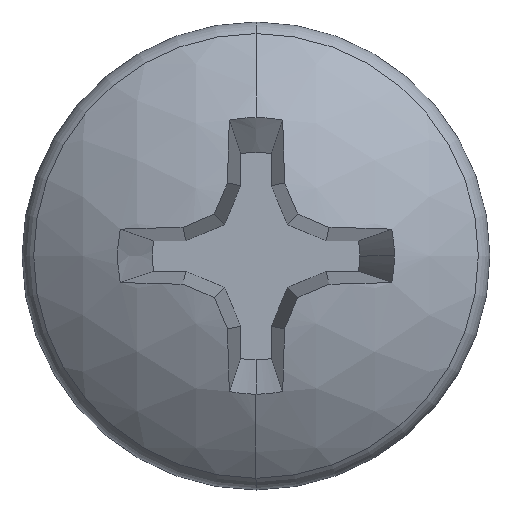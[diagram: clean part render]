
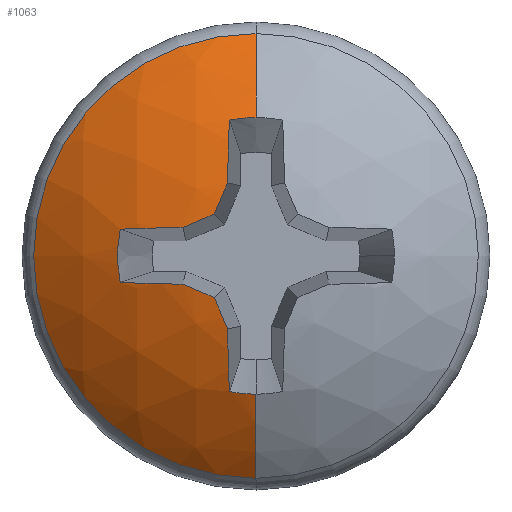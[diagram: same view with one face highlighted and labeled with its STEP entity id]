
A CAD part, top view. The second image highlights one B-rep face of the part: STEP entity #1063.
In plain terms, the highlighted spherical face has radius 5.8 mm.
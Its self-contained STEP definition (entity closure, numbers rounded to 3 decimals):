
#57 = CIRCLE ( 'NONE', #1914, 2.365 ) ;
#71 = AXIS2_PLACEMENT_3D ( 'NONE', #2999, #1015, #1381 ) ;
#96 = ORIENTED_EDGE ( 'NONE', *, *, #2591, .F. ) ;
#128 = EDGE_CURVE ( 'NONE', #2944, #2929, #1081, .T. ) ;
#129 = CARTESIAN_POINT ( 'NONE',  ( -0.397, -0.164, 3.362 ) ) ;
#142 = DIRECTION ( 'NONE',  ( 0.996, 0., 0.087 ) ) ;
#174 = CIRCLE ( 'NONE', #1498, 3.802 ) ;
#305 = FACE_OUTER_BOUND ( 'NONE', #2960, .T. ) ;
#310 = CARTESIAN_POINT ( 'NONE',  ( 0., -3.802, 7.78 ) ) ;
#312 = CARTESIAN_POINT ( 'NONE',  ( -0.164, -0.397, 3.362 ) ) ;
#318 = CARTESIAN_POINT ( 'NONE',  ( -0.456, 2.321, 8.696 ) ) ;
#325 = ORIENTED_EDGE ( 'NONE', *, *, #2548, .F. ) ;
#385 = CIRCLE ( 'NONE', #496, 5.8 ) ;
#388 = CARTESIAN_POINT ( 'NONE',  ( -1.247, -0.486, 9.043 ) ) ;
#474 = VERTEX_POINT ( 'NONE', #310 ) ;
#496 = AXIS2_PLACEMENT_3D ( 'NONE', #2116, #1595, #2173 ) ;
#508 = ORIENTED_EDGE ( 'NONE', *, *, #128, .F. ) ;
#530 = DIRECTION ( 'NONE',  ( 0., 0., 1. ) ) ;
#541 = VERTEX_POINT ( 'NONE', #956 ) ;
#547 = ORIENTED_EDGE ( 'NONE', *, *, #1625, .F. ) ;
#586 = CARTESIAN_POINT ( 'NONE',  ( -0.164, 0.397, 3.362 ) ) ;
#602 = CARTESIAN_POINT ( 'NONE',  ( 0., -2.365, 8.696 ) ) ;
#622 = DIRECTION ( 'NONE',  ( -0.383, 0.924, 0. ) ) ;
#669 = AXIS2_PLACEMENT_3D ( 'NONE', #586, #3108, #2563 ) ;
#814 = AXIS2_PLACEMENT_3D ( 'NONE', #2374, #142, #2119 ) ;
#846 = CIRCLE ( 'NONE', #71, 2.365 ) ;
#862 = AXIS2_PLACEMENT_3D ( 'NONE', #2244, #2824, #2000 ) ;
#893 = VERTEX_POINT ( 'NONE', #2618 ) ;
#956 = CARTESIAN_POINT ( 'NONE',  ( -0.714, 0.714, 9.111 ) ) ;
#979 = CARTESIAN_POINT ( 'NONE',  ( -0.486, -1.247, 9.043 ) ) ;
#1015 = DIRECTION ( 'NONE',  ( 0., 0., 1. ) ) ;
#1063 = ADVANCED_FACE ( 'NONE', ( #305 ), #3475, .T. ) ;
#1081 = CIRCLE ( 'NONE', #1251, 5.8 ) ;
#1085 = CIRCLE ( 'NONE', #3381, 2.365 ) ;
#1128 = AXIS2_PLACEMENT_3D ( 'NONE', #1587, #3576, #1618 ) ;
#1151 = CIRCLE ( 'NONE', #2737, 5.784 ) ;
#1154 = EDGE_CURVE ( 'NONE', #2751, #3205, #1763, .T. ) ;
#1238 = EDGE_CURVE ( 'NONE', #2978, #2303, #1151, .T. ) ;
#1247 = CARTESIAN_POINT ( 'NONE',  ( -0.397, 0.164, 3.362 ) ) ;
#1251 = AXIS2_PLACEMENT_3D ( 'NONE', #2733, #2671, #2477 ) ;
#1263 = CARTESIAN_POINT ( 'NONE',  ( 0., 0., 8.696 ) ) ;
#1288 = EDGE_CURVE ( 'NONE', #2434, #474, #174, .T. ) ;
#1301 = CARTESIAN_POINT ( 'NONE',  ( -2.321, 0.456, 8.696 ) ) ;
#1381 = DIRECTION ( 'NONE',  ( 0., 1., 0. ) ) ;
#1447 = EDGE_CURVE ( 'NONE', #541, #2751, #1619, .T. ) ;
#1477 = ORIENTED_EDGE ( 'NONE', *, *, #2321, .F. ) ;
#1498 = AXIS2_PLACEMENT_3D ( 'NONE', #3439, #2941, #2314 ) ;
#1559 = VERTEX_POINT ( 'NONE', #2073 ) ;
#1567 = CIRCLE ( 'NONE', #1938, 5.8 ) ;
#1587 = CARTESIAN_POINT ( 'NONE',  ( 0., 0., 3.4 ) ) ;
#1595 = DIRECTION ( 'NONE',  ( 0.996, 0., 0.087 ) ) ;
#1618 = DIRECTION ( 'NONE',  ( 0., 1., 0. ) ) ;
#1619 = CIRCLE ( 'NONE', #669, 5.784 ) ;
#1625 = EDGE_CURVE ( 'NONE', #2303, #893, #3432, .T. ) ;
#1741 = DIRECTION ( 'NONE',  ( -0.924, 0.383, 0. ) ) ;
#1763 = CIRCLE ( 'NONE', #862, 5.8 ) ;
#1795 = ORIENTED_EDGE ( 'NONE', *, *, #2683, .T. ) ;
#1806 = DIRECTION ( 'NONE',  ( 0.92, -0.381, 0.087 ) ) ;
#1814 = DIRECTION ( 'NONE',  ( 0., -1., 0. ) ) ;
#1815 = AXIS2_PLACEMENT_3D ( 'NONE', #2340, #2949, #1814 ) ;
#1877 = VERTEX_POINT ( 'NONE', #2734 ) ;
#1888 = ORIENTED_EDGE ( 'NONE', *, *, #3510, .F. ) ;
#1890 = CIRCLE ( 'NONE', #1815, 5.8 ) ;
#1914 = AXIS2_PLACEMENT_3D ( 'NONE', #2791, #530, #2766 ) ;
#1938 = AXIS2_PLACEMENT_3D ( 'NONE', #2580, #2032, #2890 ) ;
#1970 = ORIENTED_EDGE ( 'NONE', *, *, #2547, .F. ) ;
#2000 = DIRECTION ( 'NONE',  ( 0., -0.087, -0.996 ) ) ;
#2032 = DIRECTION ( 'NONE',  ( 1., 0., 0. ) ) ;
#2037 = DIRECTION ( 'NONE',  ( 0.92, 0.381, 0.087 ) ) ;
#2073 = CARTESIAN_POINT ( 'NONE',  ( -0.486, 1.247, 9.043 ) ) ;
#2108 = CIRCLE ( 'NONE', #2124, 5.784 ) ;
#2116 = CARTESIAN_POINT ( 'NONE',  ( 0.007, 0., 3.401 ) ) ;
#2119 = DIRECTION ( 'NONE',  ( 0.087, 0., -0.996 ) ) ;
#2124 = AXIS2_PLACEMENT_3D ( 'NONE', #312, #3173, #1741 ) ;
#2173 = DIRECTION ( 'NONE',  ( 0.087, 0., -0.996 ) ) ;
#2244 = CARTESIAN_POINT ( 'NONE',  ( 0., -0.007, 3.401 ) ) ;
#2303 = VERTEX_POINT ( 'NONE', #979 ) ;
#2314 = DIRECTION ( 'NONE',  ( 0., -1., 0. ) ) ;
#2321 = EDGE_CURVE ( 'NONE', #3640, #1559, #385, .T. ) ;
#2328 = CARTESIAN_POINT ( 'NONE',  ( -0.714, -0.714, 9.111 ) ) ;
#2340 = CARTESIAN_POINT ( 'NONE',  ( 0., 0., 3.4 ) ) ;
#2355 = DIRECTION ( 'NONE',  ( 0.383, 0.924, 0. ) ) ;
#2374 = CARTESIAN_POINT ( 'NONE',  ( 0.007, 0., 3.401 ) ) ;
#2380 = DIRECTION ( 'NONE',  ( 0., 0., 1. ) ) ;
#2434 = VERTEX_POINT ( 'NONE', #3399 ) ;
#2477 = DIRECTION ( 'NONE',  ( 0., -0.087, 0.996 ) ) ;
#2531 = CARTESIAN_POINT ( 'NONE',  ( -1.247, 0.486, 9.043 ) ) ;
#2547 = EDGE_CURVE ( 'NONE', #2434, #1877, #1567, .T. ) ;
#2548 = EDGE_CURVE ( 'NONE', #2929, #2978, #2108, .T. ) ;
#2563 = DIRECTION ( 'NONE',  ( 0.924, 0.383, 0. ) ) ;
#2580 = CARTESIAN_POINT ( 'NONE',  ( 0., 0., 3.4 ) ) ;
#2591 = EDGE_CURVE ( 'NONE', #1559, #541, #3293, .T. ) ;
#2618 = CARTESIAN_POINT ( 'NONE',  ( -0.456, -2.321, 8.696 ) ) ;
#2629 = ORIENTED_EDGE ( 'NONE', *, *, #1288, .T. ) ;
#2671 = DIRECTION ( 'NONE',  ( 0., 0.996, 0.087 ) ) ;
#2683 = EDGE_CURVE ( 'NONE', #474, #3249, #1890, .T. ) ;
#2722 = ORIENTED_EDGE ( 'NONE', *, *, #1447, .F. ) ;
#2733 = CARTESIAN_POINT ( 'NONE',  ( 0., 0.007, 3.401 ) ) ;
#2734 = CARTESIAN_POINT ( 'NONE',  ( 0., 2.365, 8.696 ) ) ;
#2737 = AXIS2_PLACEMENT_3D ( 'NONE', #129, #2037, #622 ) ;
#2751 = VERTEX_POINT ( 'NONE', #2531 ) ;
#2766 = DIRECTION ( 'NONE',  ( -1., 0., 0. ) ) ;
#2791 = CARTESIAN_POINT ( 'NONE',  ( 0., 0., 8.696 ) ) ;
#2818 = ORIENTED_EDGE ( 'NONE', *, *, #1238, .F. ) ;
#2824 = DIRECTION ( 'NONE',  ( 0., -0.996, 0.087 ) ) ;
#2890 = DIRECTION ( 'NONE',  ( 0., 0., -1. ) ) ;
#2929 = VERTEX_POINT ( 'NONE', #388 ) ;
#2941 = DIRECTION ( 'NONE',  ( 0., 0., 1. ) ) ;
#2944 = VERTEX_POINT ( 'NONE', #3477 ) ;
#2949 = DIRECTION ( 'NONE',  ( -1., 0., 0. ) ) ;
#2960 = EDGE_LOOP ( 'NONE', ( #2629, #1795, #3451, #547, #2818, #325, #508, #1888, #3285, #2722, #96, #1477, #3423, #1970 ) ) ;
#2972 = EDGE_CURVE ( 'NONE', #1877, #3640, #1085, .T. ) ;
#2978 = VERTEX_POINT ( 'NONE', #2328 ) ;
#2999 = CARTESIAN_POINT ( 'NONE',  ( 0., 0., 8.696 ) ) ;
#3108 = DIRECTION ( 'NONE',  ( 0.381, -0.92, 0.087 ) ) ;
#3151 = EDGE_CURVE ( 'NONE', #893, #3249, #846, .T. ) ;
#3173 = DIRECTION ( 'NONE',  ( 0.381, 0.92, 0.087 ) ) ;
#3205 = VERTEX_POINT ( 'NONE', #1301 ) ;
#3208 = AXIS2_PLACEMENT_3D ( 'NONE', #1247, #1806, #2355 ) ;
#3243 = DIRECTION ( 'NONE',  ( -1., 0., 0. ) ) ;
#3249 = VERTEX_POINT ( 'NONE', #602 ) ;
#3285 = ORIENTED_EDGE ( 'NONE', *, *, #1154, .F. ) ;
#3293 = CIRCLE ( 'NONE', #3208, 5.784 ) ;
#3381 = AXIS2_PLACEMENT_3D ( 'NONE', #1263, #2380, #3243 ) ;
#3399 = CARTESIAN_POINT ( 'NONE',  ( 0., 3.802, 7.78 ) ) ;
#3423 = ORIENTED_EDGE ( 'NONE', *, *, #2972, .F. ) ;
#3432 = CIRCLE ( 'NONE', #814, 5.8 ) ;
#3439 = CARTESIAN_POINT ( 'NONE',  ( 0., 0., 7.78 ) ) ;
#3451 = ORIENTED_EDGE ( 'NONE', *, *, #3151, .F. ) ;
#3475 = SPHERICAL_SURFACE ( 'NONE', #1128, 5.8 ) ;
#3477 = CARTESIAN_POINT ( 'NONE',  ( -2.321, -0.456, 8.696 ) ) ;
#3510 = EDGE_CURVE ( 'NONE', #3205, #2944, #57, .T. ) ;
#3576 = DIRECTION ( 'NONE',  ( -1., 0., 0. ) ) ;
#3640 = VERTEX_POINT ( 'NONE', #318 ) ;
